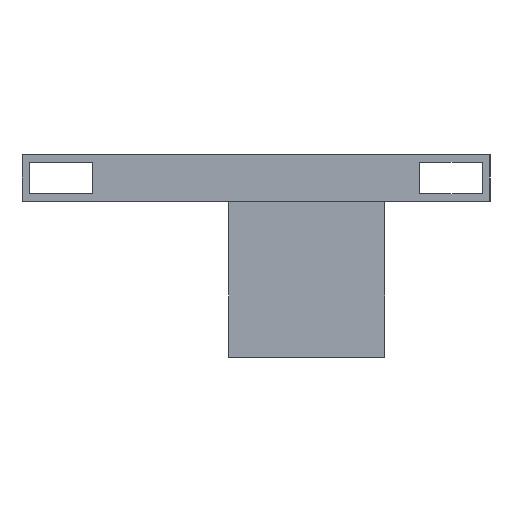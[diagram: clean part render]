
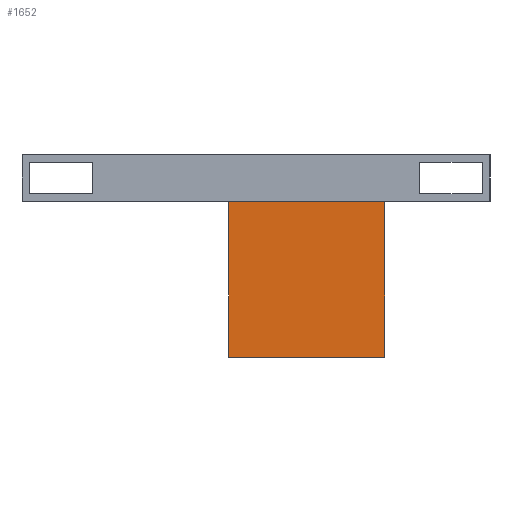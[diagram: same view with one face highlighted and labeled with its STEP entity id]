
A CAD part, left-side view. The second image highlights one B-rep face of the part: STEP entity #1652.
In plain terms, the highlighted planar face has unit normal (-1, 0, 0).
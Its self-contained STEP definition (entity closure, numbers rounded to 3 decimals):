
#1564=CARTESIAN_POINT('Line Origine',(0.,4.673,23.)) ;
#1568=CARTESIAN_POINT('Vertex',(0.,4.673,26.)) ;
#1570=CARTESIAN_POINT('Vertex',(0.,4.673,20.)) ;
#1590=CARTESIAN_POINT('Axis2P3D Location',(0.,20.,0.)) ;
#1595=CARTESIAN_POINT('Line Origine',(0.,20.,10.)) ;
#1599=CARTESIAN_POINT('Vertex',(0.,20.,0.)) ;
#1601=CARTESIAN_POINT('Vertex',(0.,20.,20.)) ;
#1604=CARTESIAN_POINT('Line Origine',(0.,10.,0.)) ;
#1608=CARTESIAN_POINT('Vertex',(0.,0.,0.)) ;
#1611=CARTESIAN_POINT('Line Origine',(0.,0.,10.)) ;
#1615=CARTESIAN_POINT('Vertex',(0.,0.,20.)) ;
#1618=CARTESIAN_POINT('Line Origine',(0.,-1.163,20.)) ;
#1622=CARTESIAN_POINT('Vertex',(0.,-2.327,20.)) ;
#1625=CARTESIAN_POINT('Line Origine',(0.,-2.327,23.)) ;
#1629=CARTESIAN_POINT('Vertex',(0.,-2.327,26.)) ;
#1632=CARTESIAN_POINT('Line Origine',(0.,1.173,26.)) ;
#1637=CARTESIAN_POINT('Line Origine',(0.,12.337,20.)) ;
#1565=DIRECTION('Vector Direction',(0.,0.,-1.)) ;
#1591=DIRECTION('Axis2P3D Direction',(-1.,0.,0.)) ;
#1592=DIRECTION('Axis2P3D XDirection',(0.,-1.,0.)) ;
#1596=DIRECTION('Vector Direction',(0.,0.,1.)) ;
#1605=DIRECTION('Vector Direction',(0.,-1.,0.)) ;
#1612=DIRECTION('Vector Direction',(0.,0.,1.)) ;
#1619=DIRECTION('Vector Direction',(0.,-1.,0.)) ;
#1626=DIRECTION('Vector Direction',(0.,0.,-1.)) ;
#1633=DIRECTION('Vector Direction',(0.,-1.,0.)) ;
#1638=DIRECTION('Vector Direction',(0.,-1.,0.)) ;
#1593=AXIS2_PLACEMENT_3D('Plane Axis2P3D',#1590,#1591,#1592) ;
#1643=ORIENTED_EDGE('',*,*,#1603,.F.) ;
#1644=ORIENTED_EDGE('',*,*,#1610,.T.) ;
#1645=ORIENTED_EDGE('',*,*,#1617,.T.) ;
#1646=ORIENTED_EDGE('',*,*,#1624,.F.) ;
#1647=ORIENTED_EDGE('',*,*,#1631,.F.) ;
#1648=ORIENTED_EDGE('',*,*,#1636,.T.) ;
#1649=ORIENTED_EDGE('',*,*,#1572,.T.) ;
#1650=ORIENTED_EDGE('',*,*,#1641,.F.) ;
#1566=VECTOR('Line Direction',#1565,1.) ;
#1597=VECTOR('Line Direction',#1596,1.) ;
#1606=VECTOR('Line Direction',#1605,1.) ;
#1613=VECTOR('Line Direction',#1612,1.) ;
#1620=VECTOR('Line Direction',#1619,1.) ;
#1627=VECTOR('Line Direction',#1626,1.) ;
#1634=VECTOR('Line Direction',#1633,1.) ;
#1639=VECTOR('Line Direction',#1638,1.) ;
#1652=ADVANCED_FACE('PartBody',(#1651),#1594,.T.) ;
#1572=EDGE_CURVE('',#1569,#1571,#1567,.T.) ;
#1603=EDGE_CURVE('',#1600,#1602,#1598,.T.) ;
#1610=EDGE_CURVE('',#1600,#1609,#1607,.T.) ;
#1617=EDGE_CURVE('',#1609,#1616,#1614,.T.) ;
#1624=EDGE_CURVE('',#1623,#1616,#1621,.F.) ;
#1631=EDGE_CURVE('',#1630,#1623,#1628,.T.) ;
#1636=EDGE_CURVE('',#1630,#1569,#1635,.F.) ;
#1641=EDGE_CURVE('',#1602,#1571,#1640,.T.) ;
#1642=EDGE_LOOP('',(#1643,#1644,#1645,#1646,#1647,#1648,#1649,#1650)) ;
#1651=FACE_OUTER_BOUND('',#1642,.T.) ;
#1567=LINE('Line',#1564,#1566) ;
#1598=LINE('Line',#1595,#1597) ;
#1607=LINE('Line',#1604,#1606) ;
#1614=LINE('Line',#1611,#1613) ;
#1621=LINE('Line',#1618,#1620) ;
#1628=LINE('Line',#1625,#1627) ;
#1635=LINE('Line',#1632,#1634) ;
#1640=LINE('Line',#1637,#1639) ;
#1594=PLANE('',#1593) ;
#1569=VERTEX_POINT('',#1568) ;
#1571=VERTEX_POINT('',#1570) ;
#1600=VERTEX_POINT('',#1599) ;
#1602=VERTEX_POINT('',#1601) ;
#1609=VERTEX_POINT('',#1608) ;
#1616=VERTEX_POINT('',#1615) ;
#1623=VERTEX_POINT('',#1622) ;
#1630=VERTEX_POINT('',#1629) ;
